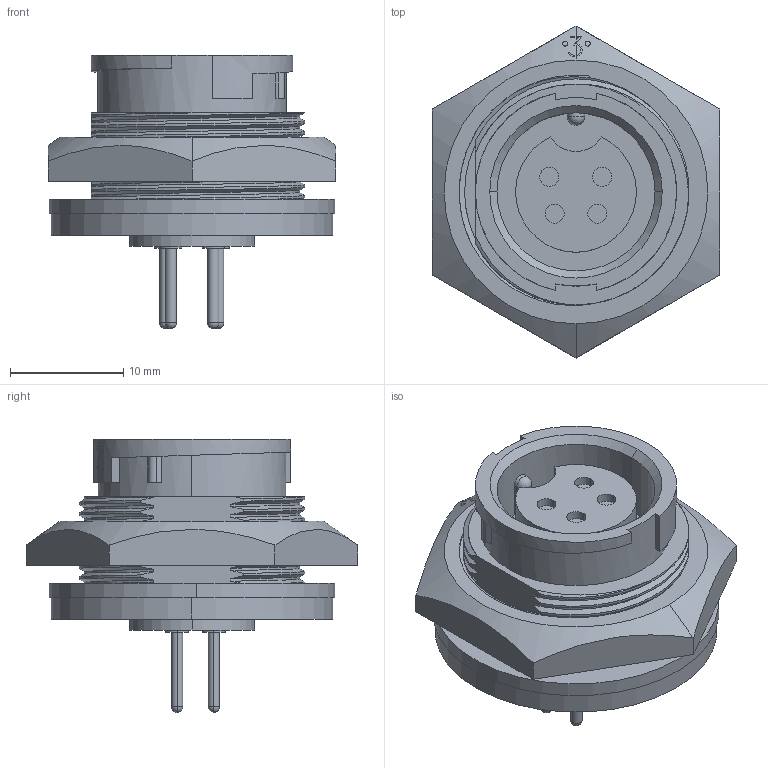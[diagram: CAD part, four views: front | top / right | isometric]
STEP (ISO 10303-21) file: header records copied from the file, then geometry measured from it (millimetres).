
FILE_DESCRIPTION (( 'STEP AP203' ), '1' );
FILE_NAME ('4291-4SG-300.STEP', '2014-03-07T17:13:36', ( '21FPBF1' ), ( 'Conxall' ), 'SwSTEP 2.0', 'SolidWorks 2012', '' );
FILE_SCHEMA (( 'CONFIG_CONTROL_DESIGN' ));
Length unit declared in the file: inch
Products named in the file (1): 4291-4SG-300
Bounding box: 25.4 x 29.33 x 24.13 mm (x, y, z)
Volume: 5324.4 mm3; surface area: 3946.1 mm2
Topology: 1 solids, 1 shells, 325 faces, 874 edges, 577 vertices
Faces by surface type: plane 146, bspline 82, cylinder 74, cone 14, torus 8, sphere 1
Entity records: 24764 total; most frequent: CARTESIAN_POINT 17463, ORIENTED_EDGE 1744, DIRECTION 1141, EDGE_CURVE 872, VERTEX_POINT 576, LINE 407, VECTOR 407, AXIS2_PLACEMENT_3D 367
